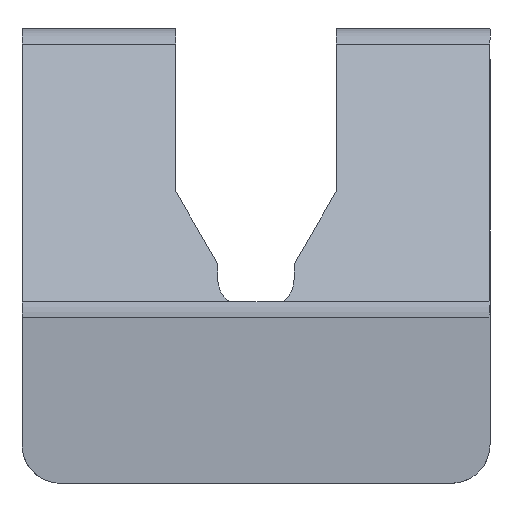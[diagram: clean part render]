
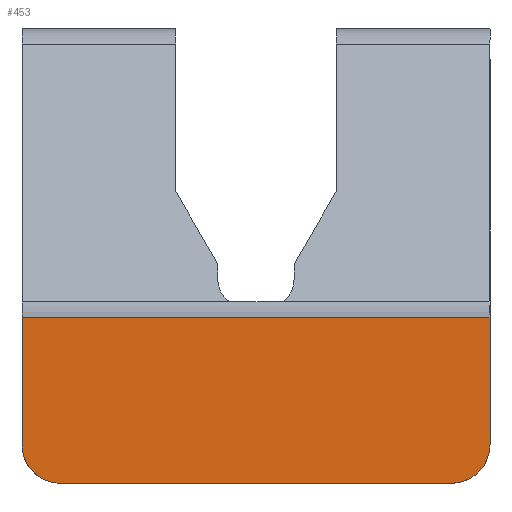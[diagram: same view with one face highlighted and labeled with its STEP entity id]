
A CAD part, top view. The second image highlights one B-rep face of the part: STEP entity #453.
In plain terms, the highlighted planar face has unit normal (0, 0, 1).
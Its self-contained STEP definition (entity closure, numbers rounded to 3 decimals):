
#398=AXIS2_PLACEMENT_3D('Plane Axis2P3D',#395,#396,#397) ;
#435=AXIS2_PLACEMENT_3D('Circle Axis2P3D',#433,#434,$) ;
#357=CARTESIAN_POINT('Vertex',(0.,10.786,31.3)) ;
#360=CARTESIAN_POINT('Line Origine',(0.,10.786,31.3)) ;
#364=CARTESIAN_POINT('Vertex',(30.4,10.786,31.3)) ;
#395=CARTESIAN_POINT('Axis2P3D Location',(0.,0.,31.3)) ;
#400=CARTESIAN_POINT('Line Origine',(0.,6.643,31.3)) ;
#404=CARTESIAN_POINT('Vertex',(0.,2.5,31.3)) ;
#408=CARTESIAN_POINT('Control Point',(0.,2.5,31.3)) ;
#409=CARTESIAN_POINT('Control Point',(0.,2.268,31.3)) ;
#410=CARTESIAN_POINT('Control Point',(0.027,2.035,31.3)) ;
#411=CARTESIAN_POINT('Control Point',(0.081,1.807,31.3)) ;
#412=CARTESIAN_POINT('Control Point',(0.241,1.367,31.3)) ;
#413=CARTESIAN_POINT('Control Point',(0.498,0.976,31.3)) ;
#414=CARTESIAN_POINT('Control Point',(0.648,0.796,31.3)) ;
#415=CARTESIAN_POINT('Control Point',(0.988,0.475,31.3)) ;
#416=CARTESIAN_POINT('Control Point',(1.393,0.24,31.3)) ;
#417=CARTESIAN_POINT('Control Point',(1.608,0.147,31.3)) ;
#418=CARTESIAN_POINT('Control Point',(1.917,0.054,31.3)) ;
#419=CARTESIAN_POINT('Control Point',(2.235,0.012,31.3)) ;
#420=CARTESIAN_POINT('Control Point',(2.324,0.004,31.3)) ;
#421=CARTESIAN_POINT('Control Point',(2.412,0.,31.3)) ;
#422=CARTESIAN_POINT('Control Point',(2.5,0.,31.3)) ;
#423=CARTESIAN_POINT('Vertex',(2.5,0.,31.3)) ;
#426=CARTESIAN_POINT('Line Origine',(15.2,0.,31.3)) ;
#430=CARTESIAN_POINT('Vertex',(27.9,0.,31.3)) ;
#433=CARTESIAN_POINT('Axis2P3D Location',(27.9,2.5,31.3)) ;
#437=CARTESIAN_POINT('Vertex',(30.4,2.5,31.3)) ;
#440=CARTESIAN_POINT('Line Origine',(30.4,6.643,31.3)) ;
#361=DIRECTION('Vector Direction',(1.,0.,0.)) ;
#396=DIRECTION('Axis2P3D Direction',(0.,0.,-1.)) ;
#397=DIRECTION('Axis2P3D XDirection',(-1.,0.,0.)) ;
#401=DIRECTION('Vector Direction',(0.,-1.,0.)) ;
#427=DIRECTION('Vector Direction',(1.,0.,0.)) ;
#434=DIRECTION('Axis2P3D Direction',(0.,0.,-1.)) ;
#441=DIRECTION('Vector Direction',(0.,-1.,0.)) ;
#362=VECTOR('Line Direction',#361,1.) ;
#402=VECTOR('Line Direction',#401,1.) ;
#428=VECTOR('Line Direction',#427,1.) ;
#442=VECTOR('Line Direction',#441,1.) ;
#446=ORIENTED_EDGE('',*,*,#406,.T.) ;
#447=ORIENTED_EDGE('',*,*,#425,.T.) ;
#448=ORIENTED_EDGE('',*,*,#432,.T.) ;
#449=ORIENTED_EDGE('',*,*,#439,.F.) ;
#450=ORIENTED_EDGE('',*,*,#444,.F.) ;
#451=ORIENTED_EDGE('',*,*,#366,.F.) ;
#453=ADVANCED_FACE('Koerper.2',(#452),#399,.F.) ;
#407=B_SPLINE_CURVE_WITH_KNOTS('',5,(#408,#409,#410,#411,#412,#413,#414,#415,#416,#417,#418,#419,#420,#421,#422),.UNSPECIFIED.,.F.,.U.,(6,3,3,3,6),(0.,1.643,3.286,4.929,5.553),.UNSPECIFIED.) ;
#436=CIRCLE('generated circle',#435,2.5) ;
#366=EDGE_CURVE('',#358,#365,#363,.T.) ;
#406=EDGE_CURVE('',#358,#405,#403,.T.) ;
#425=EDGE_CURVE('',#405,#424,#407,.T.) ;
#432=EDGE_CURVE('',#424,#431,#429,.T.) ;
#439=EDGE_CURVE('',#438,#431,#436,.T.) ;
#444=EDGE_CURVE('',#365,#438,#443,.T.) ;
#445=EDGE_LOOP('',(#446,#447,#448,#449,#450,#451)) ;
#452=FACE_OUTER_BOUND('',#445,.T.) ;
#363=LINE('Line',#360,#362) ;
#403=LINE('Line',#400,#402) ;
#429=LINE('Line',#426,#428) ;
#443=LINE('Line',#440,#442) ;
#399=PLANE('',#398) ;
#358=VERTEX_POINT('',#357) ;
#365=VERTEX_POINT('',#364) ;
#405=VERTEX_POINT('',#404) ;
#424=VERTEX_POINT('',#423) ;
#431=VERTEX_POINT('',#430) ;
#438=VERTEX_POINT('',#437) ;
